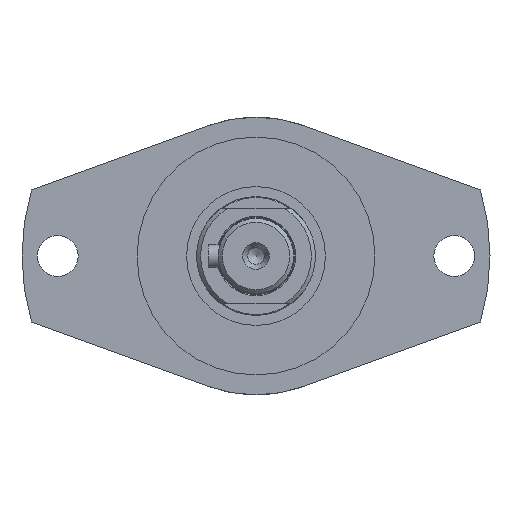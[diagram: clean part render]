
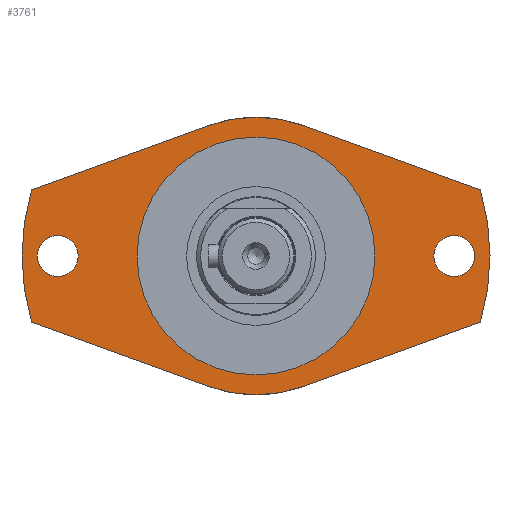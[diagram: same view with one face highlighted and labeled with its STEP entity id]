
A CAD part, left-side view. The second image highlights one B-rep face of the part: STEP entity #3761.
In plain terms, the highlighted planar face has unit normal (-1, 0, 0).
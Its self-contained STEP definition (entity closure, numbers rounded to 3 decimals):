
#125=FACE_BOUND('',#632,.T.);
#126=FACE_BOUND('',#633,.T.);
#127=FACE_BOUND('',#634,.T.);
#234=PLANE('',#4120);
#410=FACE_OUTER_BOUND('',#631,.T.);
#631=EDGE_LOOP('',(#3159,#3160,#3161,#3162,#3163,#3164,#3165,#3166));
#632=EDGE_LOOP('',(#3167));
#633=EDGE_LOOP('',(#3168));
#634=EDGE_LOOP('',(#3169,#3170));
#923=LINE('',#6303,#1210);
#926=LINE('',#6309,#1213);
#930=LINE('',#6316,#1217);
#933=LINE('',#6322,#1220);
#1210=VECTOR('',#5034,10.);
#1213=VECTOR('',#5039,10.);
#1217=VECTOR('',#5045,10.);
#1220=VECTOR('',#5050,10.);
#1383=CIRCLE('',#4102,35.);
#1385=CIRCLE('',#4104,35.);
#1389=CIRCLE('',#4109,5.15);
#1392=CIRCLE('',#4113,5.15);
#1394=CIRCLE('',#4121,59.);
#1395=CIRCLE('',#4122,59.);
#1396=CIRCLE('',#4123,30.);
#1397=CIRCLE('',#4124,30.);
#1707=VERTEX_POINT('',#6268);
#1708=VERTEX_POINT('',#6270);
#1711=VERTEX_POINT('',#6276);
#1712=VERTEX_POINT('',#6278);
#1716=VERTEX_POINT('',#6288);
#1719=VERTEX_POINT('',#6296);
#1720=VERTEX_POINT('',#6300);
#1723=VERTEX_POINT('',#6308);
#1725=VERTEX_POINT('',#6314);
#1727=VERTEX_POINT('',#6319);
#1728=VERTEX_POINT('',#6328);
#1729=VERTEX_POINT('',#6329);
#2193=EDGE_CURVE('',#1708,#1707,#1383,.T.);
#2197=EDGE_CURVE('',#1712,#1711,#1385,.T.);
#2203=EDGE_CURVE('',#1716,#1716,#1389,.T.);
#2207=EDGE_CURVE('',#1719,#1719,#1392,.T.);
#2209=EDGE_CURVE('',#1707,#1720,#923,.T.);
#2212=EDGE_CURVE('',#1723,#1712,#926,.T.);
#2216=EDGE_CURVE('',#1711,#1725,#930,.T.);
#2219=EDGE_CURVE('',#1727,#1708,#933,.T.);
#2221=EDGE_CURVE('',#1723,#1720,#1394,.T.);
#2222=EDGE_CURVE('',#1727,#1725,#1395,.T.);
#2223=EDGE_CURVE('',#1728,#1729,#1396,.T.);
#2224=EDGE_CURVE('',#1729,#1728,#1397,.T.);
#3159=ORIENTED_EDGE('',*,*,#2219,.T.);
#3160=ORIENTED_EDGE('',*,*,#2193,.T.);
#3161=ORIENTED_EDGE('',*,*,#2209,.T.);
#3162=ORIENTED_EDGE('',*,*,#2221,.F.);
#3163=ORIENTED_EDGE('',*,*,#2212,.T.);
#3164=ORIENTED_EDGE('',*,*,#2197,.T.);
#3165=ORIENTED_EDGE('',*,*,#2216,.T.);
#3166=ORIENTED_EDGE('',*,*,#2222,.F.);
#3167=ORIENTED_EDGE('',*,*,#2203,.T.);
#3168=ORIENTED_EDGE('',*,*,#2207,.T.);
#3169=ORIENTED_EDGE('',*,*,#2223,.T.);
#3170=ORIENTED_EDGE('',*,*,#2224,.T.);
#3761=ADVANCED_FACE('',(#410,#125,#126,#127),#234,.T.);
#4102=AXIS2_PLACEMENT_3D('',#6271,#5002,#5003);
#4104=AXIS2_PLACEMENT_3D('',#6279,#5008,#5009);
#4109=AXIS2_PLACEMENT_3D('',#6290,#5020,#5021);
#4113=AXIS2_PLACEMENT_3D('',#6298,#5029,#5030);
#4120=AXIS2_PLACEMENT_3D('',#6325,#5055,#5056);
#4121=AXIS2_PLACEMENT_3D('',#6326,#5057,#5058);
#4122=AXIS2_PLACEMENT_3D('',#6327,#5059,#5060);
#4123=AXIS2_PLACEMENT_3D('',#6330,#5061,#5062);
#4124=AXIS2_PLACEMENT_3D('',#6331,#5063,#5064);
#5002=DIRECTION('center_axis',(-1.,0.,0.));
#5003=DIRECTION('ref_axis',(0.,0.342,-0.94));
#5008=DIRECTION('center_axis',(-1.,0.,0.));
#5009=DIRECTION('ref_axis',(0.,-0.342,0.94));
#5020=DIRECTION('center_axis',(1.,0.,0.));
#5021=DIRECTION('ref_axis',(0.,0.,1.));
#5029=DIRECTION('center_axis',(1.,0.,0.));
#5030=DIRECTION('ref_axis',(0.,0.,1.));
#5034=DIRECTION('',(0.,0.94,-0.342));
#5039=DIRECTION('',(0.,-0.94,-0.342));
#5045=DIRECTION('',(0.,-0.94,0.342));
#5050=DIRECTION('',(0.,0.94,0.342));
#5055=DIRECTION('center_axis',(-1.,0.,0.));
#5056=DIRECTION('ref_axis',(0.,0.,
-1.));
#5057=DIRECTION('center_axis',(1.,0.,0.));
#5058=DIRECTION('ref_axis',(0.,-1.,0.));
#5059=DIRECTION('center_axis',(1.,0.,0.));
#5060=DIRECTION('ref_axis',(0.,-1.,0.));
#5061=DIRECTION('center_axis',(1.,0.,0.));
#5062=DIRECTION('ref_axis',(0.,-1.,0.));
#5063=DIRECTION('center_axis',(1.,0.,0.));
#5064=DIRECTION('ref_axis',(0.,-1.,0.));
#6268=CARTESIAN_POINT('',(-93.,11.971,32.889));
#6270=CARTESIAN_POINT('',(-93.,-11.971,32.889));
#6271=CARTESIAN_POINT('Origin',(-93.,0.,
0.));
#6276=CARTESIAN_POINT('',(-93.,-11.971,-32.889));
#6278=CARTESIAN_POINT('',(-93.,11.971,-32.889));
#6279=CARTESIAN_POINT('Origin',(-93.,0.,
0.));
#6288=CARTESIAN_POINT('',(-93.,50.,-5.15));
#6290=CARTESIAN_POINT('Origin',(-93.,50.,0.));
#6296=CARTESIAN_POINT('',(-93.,-50.,-5.15));
#6298=CARTESIAN_POINT('Origin',(-93.,-50.,0.));
#6300=CARTESIAN_POINT('',(-93.,56.604,16.644));
#6303=CARTESIAN_POINT('',(-93.,-7.677,40.04));
#6308=CARTESIAN_POINT('',(-93.,56.604,-16.644));
#6309=CARTESIAN_POINT('',(-93.,37.505,-23.596));
#6314=CARTESIAN_POINT('',(-93.,-56.604,-16.644));
#6316=CARTESIAN_POINT('',(-93.,-31.618,-25.738));
#6319=CARTESIAN_POINT('',(-93.,-56.604,16.644));
#6322=CARTESIAN_POINT('',(-93.,-76.799,9.294));
#6325=CARTESIAN_POINT('Origin',(-93.,-44.5,0.));
#6326=CARTESIAN_POINT('Origin',(-93.,0.,
0.));
#6327=CARTESIAN_POINT('Origin',(-93.,0.,
0.));
#6328=CARTESIAN_POINT('',(-93.,-30.,0.));
#6329=CARTESIAN_POINT('',(-93.,30.,0.));
#6330=CARTESIAN_POINT('Origin',(-93.,0.,
0.));
#6331=CARTESIAN_POINT('Origin',(-93.,0.,
0.));
